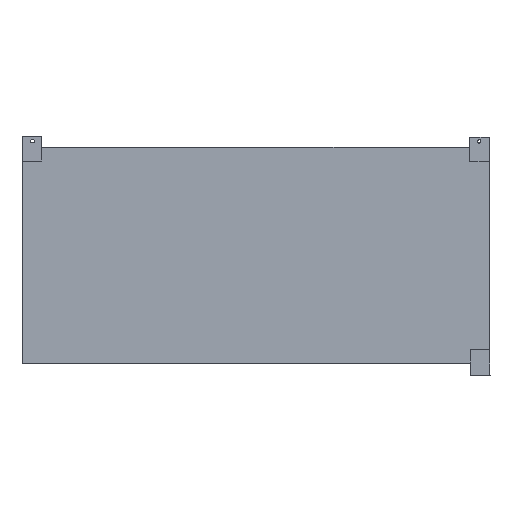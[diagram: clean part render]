
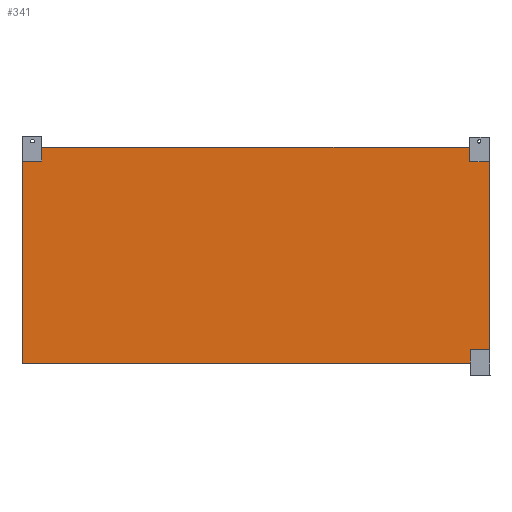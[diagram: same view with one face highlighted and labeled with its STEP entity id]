
A CAD part, front view. The second image highlights one B-rep face of the part: STEP entity #341.
In plain terms, the highlighted free-form (B-spline) face has degree [3, 3] with [4, 4] control points.
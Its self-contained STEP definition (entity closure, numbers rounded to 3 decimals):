
#341=ADVANCED_FACE('',(#708),#709,.T.);
#708=FACE_OUTER_BOUND('',#1640,.T.);
#709=B_SPLINE_SURFACE_WITH_KNOTS('',3,3,((#1641,#1642,#1643,#1644),(#1645,#1646,#1647,#1648),(#1649,#1650,#1651,#1652),(#1653,#1654,#1655,#1656)),.UNSPECIFIED.,.F.,.F.,.F.,(4,4),(4,4),(0.0,1.0),(0.0,1.0),.UNSPECIFIED.);
#1640=EDGE_LOOP('',(#2576,#2577,#2578,#2579));
#1641=CARTESIAN_POINT('',(-2.668,4.862,1208.047));
#1642=CARTESIAN_POINT('',(867.304,16.668,1207.587));
#1643=CARTESIAN_POINT('',(1737.276,28.474,1207.127));
#1644=CARTESIAN_POINT('',(2607.248,40.28,1206.668));
#1645=CARTESIAN_POINT('',(-1.779,2.841,805.501));
#1646=CARTESIAN_POINT('',(868.3,15.201,804.789));
#1647=CARTESIAN_POINT('',(1738.379,27.561,804.077));
#1648=CARTESIAN_POINT('',(2608.457,39.922,803.365));
#1649=CARTESIAN_POINT('',(-0.89,0.82,402.955));
#1650=CARTESIAN_POINT('',(869.296,13.735,401.991));
#1651=CARTESIAN_POINT('',(1739.482,26.649,401.027));
#1652=CARTESIAN_POINT('',(2609.667,39.563,400.063));
#1653=CARTESIAN_POINT('',(-0.001,-1.2,0.409));
#1654=CARTESIAN_POINT('',(870.292,12.268,-0.807));
#1655=CARTESIAN_POINT('',(1740.585,25.736,-2.023));
#1656=CARTESIAN_POINT('',(2610.877,39.204,-3.239));
#2576=ORIENTED_EDGE('',*,*,#2944,.T.);
#2577=ORIENTED_EDGE('',*,*,#2949,.F.);
#2578=ORIENTED_EDGE('',*,*,#2951,.F.);
#2579=ORIENTED_EDGE('',*,*,#2948,.T.);
#2944=EDGE_CURVE('',#3430,#3428,#3431,.T.);
#2948=EDGE_CURVE('',#3434,#3430,#3436,.T.);
#2949=EDGE_CURVE('',#3437,#3428,#3438,.T.);
#2951=EDGE_CURVE('',#3434,#3437,#3440,.T.);
#3428=VERTEX_POINT('',#4366);
#3430=VERTEX_POINT('',#4369);
#3431=B_SPLINE_CURVE_WITH_KNOTS('',3,(#4370,#4371,#4372,#4373),.UNSPECIFIED.,.F.,.F.,(4,4),(0.0,1.0),.UNSPECIFIED.);
#3434=VERTEX_POINT('',#4378);
#3436=LINE('',#4381,#4382);
#3437=VERTEX_POINT('',#4383);
#3438=LINE('',#4384,#4385);
#3440=B_SPLINE_CURVE_WITH_KNOTS('',3,(#4388,#4389,#4390,#4391),.UNSPECIFIED.,.F.,.F.,(4,4),(0.0,1.0),.UNSPECIFIED.);
#4366=CARTESIAN_POINT('',(2610.877,39.204,-3.239));
#4369=CARTESIAN_POINT('',(-0.001,-1.2,0.409));
#4370=CARTESIAN_POINT('',(-0.001,-1.2,0.409));
#4371=CARTESIAN_POINT('',(870.292,12.268,-0.807));
#4372=CARTESIAN_POINT('',(1740.585,25.736,-2.023));
#4373=CARTESIAN_POINT('',(2610.877,39.204,-3.239));
#4378=CARTESIAN_POINT('',(-2.668,4.862,1208.047));
#4381=CARTESIAN_POINT('',(-2.668,4.862,1208.047));
#4382=VECTOR('',#4754,1.0);
#4383=CARTESIAN_POINT('',(2607.248,40.28,1206.668));
#4384=CARTESIAN_POINT('',(2610.877,39.204,-3.239));
#4385=VECTOR('',#4755,1.0);
#4388=CARTESIAN_POINT('',(-2.668,4.862,1208.047));
#4389=CARTESIAN_POINT('',(867.304,16.668,1207.587));
#4390=CARTESIAN_POINT('',(1737.276,28.474,1207.127));
#4391=CARTESIAN_POINT('',(2607.248,40.28,1206.668));
#4754=DIRECTION('',(0.002,-0.005,-1.));
#4755=DIRECTION('',(0.003,-0.001,-1.));
